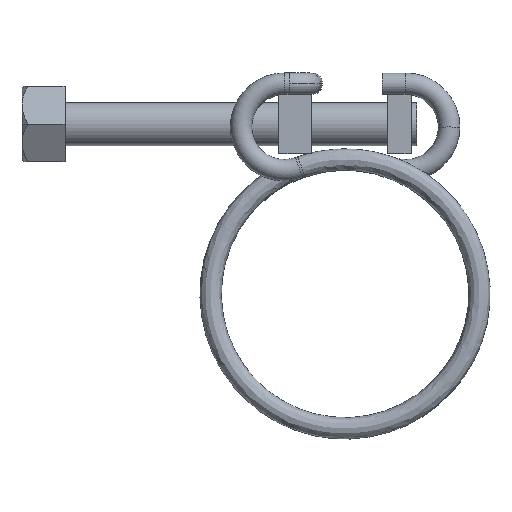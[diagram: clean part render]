
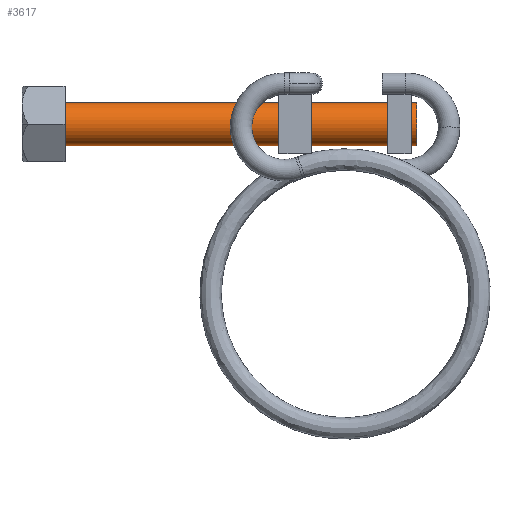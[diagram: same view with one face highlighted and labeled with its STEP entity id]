
A CAD part, top view. The second image highlights one B-rep face of the part: STEP entity #3617.
In plain terms, the highlighted cylindrical face has radius 2 mm (diameter 4 mm), a partial arc.
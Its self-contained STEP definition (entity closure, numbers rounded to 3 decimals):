
#101 = DIRECTION ( 'NONE',  ( -1., 0., 0. ) ) ;
#456 = ORIENTED_EDGE ( 'NONE', *, *, #5623, .F. ) ;
#592 = AXIS2_PLACEMENT_3D ( 'NONE', #3081, #3030, #2357 ) ;
#631 = CARTESIAN_POINT ( 'NONE',  ( -26.049, 17.8, 0. ) ) ;
#728 = FACE_OUTER_BOUND ( 'NONE', #2059, .T. ) ;
#844 = LINE ( 'NONE', #8306, #7142 ) ;
#939 = CARTESIAN_POINT ( 'NONE',  ( 6.651, 15.8, 0. ) ) ;
#1159 = ORIENTED_EDGE ( 'NONE', *, *, #6248, .T. ) ;
#2059 = EDGE_LOOP ( 'NONE', ( #456, #1159, #5200, #7011 ) ) ;
#2177 = DIRECTION ( 'NONE',  ( 0., 1., 0. ) ) ;
#2218 = DIRECTION ( 'NONE',  ( -1., 0., 0. ) ) ;
#2229 = DIRECTION ( 'NONE',  ( 1., 0., 0. ) ) ;
#2357 = DIRECTION ( 'NONE',  ( 0., 1., 0. ) ) ;
#2578 = VECTOR ( 'NONE', #101, 1000. ) ;
#2710 = VERTEX_POINT ( 'NONE', #7485 ) ;
#2944 = CIRCLE ( 'NONE', #592, 2. ) ;
#3030 = DIRECTION ( 'NONE',  ( 1., 0., 0. ) ) ;
#3081 = CARTESIAN_POINT ( 'NONE',  ( -26.049, 15.8, 0. ) ) ;
#3140 = VERTEX_POINT ( 'NONE', #631 ) ;
#3436 = CARTESIAN_POINT ( 'NONE',  ( 6.651, 15.8, 0. ) ) ;
#3510 = AXIS2_PLACEMENT_3D ( 'NONE', #3436, #6148, #4144 ) ;
#3617 = ADVANCED_FACE ( 'NONE', ( #728 ), #6728, .T. ) ;
#4031 = CARTESIAN_POINT ( 'NONE',  ( 6.651, 17.8, 0. ) ) ;
#4099 = EDGE_CURVE ( 'NONE', #3140, #2710, #2944, .T. ) ;
#4144 = DIRECTION ( 'NONE',  ( 0., -1., 0. ) ) ;
#4317 = CIRCLE ( 'NONE', #8135, 2. ) ;
#4594 = EDGE_CURVE ( 'NONE', #6616, #2710, #844, .T. ) ;
#4758 = VERTEX_POINT ( 'NONE', #4031 ) ;
#5200 = ORIENTED_EDGE ( 'NONE', *, *, #4099, .T. ) ;
#5589 = LINE ( 'NONE', #8277, #2578 ) ;
#5623 = EDGE_CURVE ( 'NONE', #4758, #6616, #4317, .T. ) ;
#6148 = DIRECTION ( 'NONE',  ( -1., 0., 0. ) ) ;
#6248 = EDGE_CURVE ( 'NONE', #4758, #3140, #5589, .T. ) ;
#6402 = CARTESIAN_POINT ( 'NONE',  ( 6.651, 13.8, 0. ) ) ;
#6616 = VERTEX_POINT ( 'NONE', #6402 ) ;
#6728 = CYLINDRICAL_SURFACE ( 'NONE', #3510, 2. ) ;
#7011 = ORIENTED_EDGE ( 'NONE', *, *, #4594, .F. ) ;
#7142 = VECTOR ( 'NONE', #2218, 1000. ) ;
#7485 = CARTESIAN_POINT ( 'NONE',  ( -26.049, 13.8, 0. ) ) ;
#8135 = AXIS2_PLACEMENT_3D ( 'NONE', #939, #2229, #2177 ) ;
#8277 = CARTESIAN_POINT ( 'NONE',  ( 6.651, 17.8, 0. ) ) ;
#8306 = CARTESIAN_POINT ( 'NONE',  ( 6.651, 13.8, 0. ) ) ;
